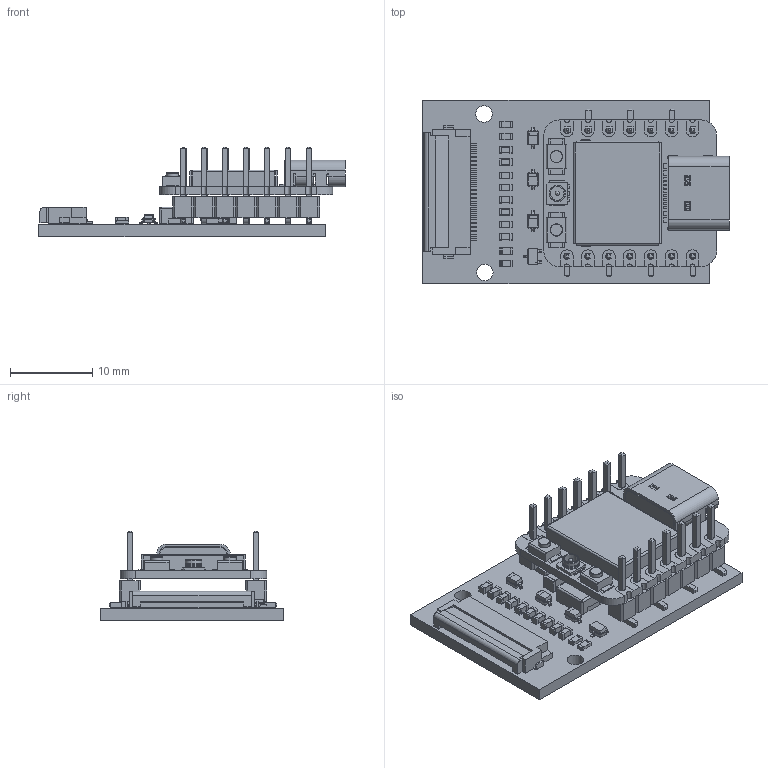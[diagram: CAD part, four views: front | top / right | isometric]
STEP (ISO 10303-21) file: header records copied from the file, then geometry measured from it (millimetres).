
FILE_DESCRIPTION(('KiCad electronic assembly'),'2;1');
FILE_NAME('epaperIO.step','2025-10-30T11:38:56',('Pcbnew'),('Kicad'), 'Open CASCADE STEP processor 7.9','KiCad to STEP converter','Unknown' );
FILE_SCHEMA(('AUTOMOTIVE_DESIGN { 1 0 10303 214 1 1 1 1 }'));
Length unit declared in the file: millimetre
Products named in the file (46): epaperIO 1; D_SOD-323; L_TechFuse_SL0420; R_0603_1608Metric; C_0603_1608Metric; CP_EIA-3528-15_AVX-H; PinHeader_1x07_P2.54mm_Vertical_SMD_Pin1Right; PinHeader_1x07_P2.54mm_Vertical_SMD_Pin1Left; Seeed Studio XIAO-ESP32-C3; USB TYPE C PORT; USB TYPE C PORT (1); BOSS-EXTRUDE14_8_; BOSS-EXTRUDE7_4_; BOSS-EXTRUDE7_3_; BOSS-EXTRUDE14_4_; BOSS-EXTRUDE14_2_; BOSS-EXTRUDE14_11_; BOSS-EXTRUDE7_7_; BOSS-EXTRUDE14_9_; BOSS-EXTRUDE14_3_; BOSS-EXTRUDE14_7_; MIRROR2; BOSS-EXTRUDE14_5_; BOSS-EXTRUDE14_12_; BOSS-EXTRUDE7_8_; BOSS-EXTRUDE7_1_; BOSS-EXTRUDE14_10_; BOSS-EXTRUDE7_9_; BOSS-EXTRUDE14_6_; CHAMFER9; BOSS-EXTRUDE14_1_; BOSS-EXTRUDE7_6_; BOSS-EXTRUDE7_2_; CUT-EXTRUDE5; BOSS-EXTRUDE7_5_; U.FL Connector v1; Button (1); Shield; SOLID; Hirose_FH12-24S-0.5SH_1x24-1MP_P0.50mm_Horizontal ...
Assembly tree (59 placements, depth 5):
  epaperIO 1
    D_SOD-323  x3
    L_TechFuse_SL0420
    R_0603_1608Metric  x2
    C_0603_1608Metric  x11
    CP_EIA-3528-15_AVX-H
    PinHeader_1x07_P2.54mm_Vertical_SMD_Pin1Right
    PinHeader_1x07_P2.54mm_Vertical_SMD_Pin1Left
    Seeed Studio XIAO-ESP32-C3
      USB TYPE C PORT
        USB TYPE C PORT (1)
          BOSS-EXTRUDE14_8_
          BOSS-EXTRUDE7_4_
          BOSS-EXTRUDE7_3_
          BOSS-EXTRUDE14_4_
          BOSS-EXTRUDE14_2_
          BOSS-EXTRUDE14_11_
          BOSS-EXTRUDE7_7_
          BOSS-EXTRUDE14_9_
          BOSS-EXTRUDE14_3_
          BOSS-EXTRUDE14_7_
          MIRROR2
          BOSS-EXTRUDE14_5_
          BOSS-EXTRUDE14_12_
          BOSS-EXTRUDE7_8_
          BOSS-EXTRUDE7_1_
          BOSS-EXTRUDE14_10_
          BOSS-EXTRUDE7_9_
          BOSS-EXTRUDE14_6_
          CHAMFER9
          BOSS-EXTRUDE14_1_
          BOSS-EXTRUDE7_6_
          BOSS-EXTRUDE7_2_
          CUT-EXTRUDE5
          BOSS-EXTRUDE7_5_
      U.FL Connector v1
      Button (1)  x2
      Shield
      SOLID
    Hirose_FH12-24S-0.5SH_1x24-1MP_P0.50mm_Horizontal
      body
      lock
      pins
    C_1206_3216Metric
    SOT-323_SC-70
    epaperIO_PCB
Bounding box: 37.12 x 22.23 x 10.89 mm (x, y, z)
Volume: 2202.2 mm3; surface area: 5180.7 mm2
Topology: 57 solids, 57 shells, 2304 faces, 5999 edges, 3880 vertices
Faces by surface type: plane 1729, cylinder 466, bspline 75, torus 14, sphere 11, cone 9
Full cylindrical faces by diameter (mm): 0.5 x3, 0.6 x2, 0.7 x2, 0.75 x14, 1.5 x2, 1.524 x6, 1.65 x1, 1.9 x1, 2 x2, 2.001 x3
Entity records: 64633 total; most frequent: CARTESIAN_POINT 10444, ORIENTED_EDGE 9708, DIRECTION 9205, EDGE_CURVE 4854, LINE 4103, VECTOR 4103, VERTEX_POINT 3140, AXIS2_PLACEMENT_3D 2551
